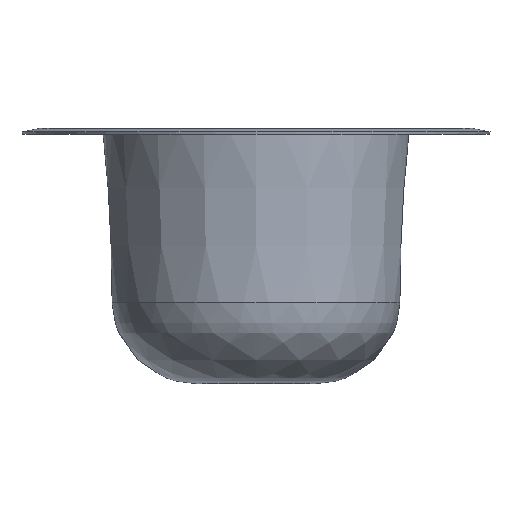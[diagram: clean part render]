
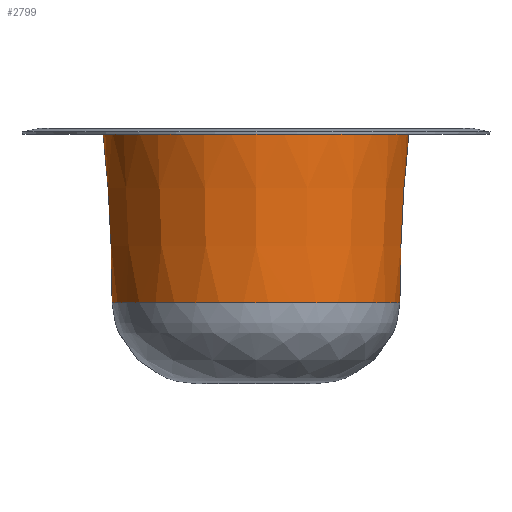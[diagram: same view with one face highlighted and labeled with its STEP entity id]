
A CAD part, left-side view. The second image highlights one B-rep face of the part: STEP entity #2799.
In plain terms, the highlighted conical face has half-angle 3 degrees and reference radius 861.087 mm.
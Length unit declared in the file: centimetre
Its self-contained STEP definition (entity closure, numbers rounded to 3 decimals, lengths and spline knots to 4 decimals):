
#40=(
BOUNDED_CURVE()
B_SPLINE_CURVE(2,(#5539,#5540,#5541),.UNSPECIFIED.,.F.,.F.)
B_SPLINE_CURVE_WITH_KNOTS((3,3),(0.,95.8281),.UNSPECIFIED.)
CURVE()
GEOMETRIC_REPRESENTATION_ITEM()
RATIONAL_B_SPLINE_CURVE((1.,1.,1.))
REPRESENTATION_ITEM('')
);
#41=(
BOUNDED_CURVE()
B_SPLINE_CURVE(2,(#5633,#5634,#5635),.UNSPECIFIED.,.F.,.F.)
B_SPLINE_CURVE_WITH_KNOTS((3,3),(0.0295,95.8576),
 .UNSPECIFIED.)
CURVE()
GEOMETRIC_REPRESENTATION_ITEM()
RATIONAL_B_SPLINE_CURVE((1.,1.,1.))
REPRESENTATION_ITEM('')
);
#66=ELLIPSE('',#3112,90.0681,89.9443);
#67=ELLIPSE('',#3119,90.0681,89.9443);
#115=B_SPLINE_CURVE_WITH_KNOTS('',3,(#5546,#5547,#5548,#5549),
 .UNSPECIFIED.,.F.,.F.,(4,4),(318.2536,319.6672),
 .UNSPECIFIED.);
#117=B_SPLINE_CURVE_WITH_KNOTS('',3,(#5593,#5594,#5595,#5596),
 .UNSPECIFIED.,.F.,.F.,(4,4),(165.8531,167.2667),
 .UNSPECIFIED.);
#359=LINE('',#5510,#481);
#366=LINE('',#5527,#488);
#384=LINE('',#5915,#506);
#481=VECTOR('',#3848,1.);
#488=VECTOR('',#3863,1.);
#506=VECTOR('',#3969,86.1087);
#551=CONICAL_SURFACE('',#3154,86.1087,0.052);
#698=FACE_OUTER_BOUND('',#873,.T.);
#873=EDGE_LOOP('',(#2491,#2492,#2493,#2494,#2495,#2496,#2497,#2498,#2499,
#2500,#2501,#2502,#2503,#2504));
#1040=CIRCLE('',#3108,89.7904);
#1041=CIRCLE('',#3109,89.7904);
#1043=CIRCLE('',#3124,84.7007);
#1058=CIRCLE('',#3153,90.);
#1288=VERTEX_POINT('',#5508);
#1289=VERTEX_POINT('',#5509);
#1292=VERTEX_POINT('',#5517);
#1293=VERTEX_POINT('',#5518);
#1295=VERTEX_POINT('',#5526);
#1297=VERTEX_POINT('',#5532);
#1299=VERTEX_POINT('',#5538);
#1300=VERTEX_POINT('',#5545);
#1302=VERTEX_POINT('',#5591);
#1303=VERTEX_POINT('',#5592);
#1305=VERTEX_POINT('',#5632);
#1326=VERTEX_POINT('',#5912);
#1662=EDGE_CURVE('',#1288,#1289,#359,.T.);
#1666=EDGE_CURVE('',#1292,#1293,#1040,.T.);
#1667=EDGE_CURVE('',#1293,#1288,#1041,.T.);
#1671=EDGE_CURVE('',#1295,#1292,#366,.T.);
#1674=EDGE_CURVE('',#1297,#1295,#66,.T.);
#1677=EDGE_CURVE('',#1299,#1297,#40,.T.);
#1680=EDGE_CURVE('',#1300,#1299,#115,.T.);
#1683=EDGE_CURVE('',#1302,#1303,#117,.T.);
#1687=EDGE_CURVE('',#1305,#1302,#41,.T.);
#1690=EDGE_CURVE('',#1289,#1305,#67,.T.);
#1693=EDGE_CURVE('',#1300,#1303,#1043,.T.);
#1723=EDGE_CURVE('',#1326,#1326,#1058,.T.);
#1724=EDGE_CURVE('',#1326,#1293,#384,.T.);
#2491=ORIENTED_EDGE('',*,*,#1723,.T.);
#2492=ORIENTED_EDGE('',*,*,#1724,.T.);
#2493=ORIENTED_EDGE('',*,*,#1666,.F.);
#2494=ORIENTED_EDGE('',*,*,#1671,.F.);
#2495=ORIENTED_EDGE('',*,*,#1674,.F.);
#2496=ORIENTED_EDGE('',*,*,#1677,.F.);
#2497=ORIENTED_EDGE('',*,*,#1680,.F.);
#2498=ORIENTED_EDGE('',*,*,#1693,.T.);
#2499=ORIENTED_EDGE('',*,*,#1683,.F.);
#2500=ORIENTED_EDGE('',*,*,#1687,.F.);
#2501=ORIENTED_EDGE('',*,*,#1690,.F.);
#2502=ORIENTED_EDGE('',*,*,#1662,.F.);
#2503=ORIENTED_EDGE('',*,*,#1667,.F.);
#2504=ORIENTED_EDGE('',*,*,#1724,.F.);
#2799=ADVANCED_FACE('',(#698),#551,.T.);
#3108=AXIS2_PLACEMENT_3D('',#5519,#3854,#3855);
#3109=AXIS2_PLACEMENT_3D('',#5520,#3856,#3857);
#3112=AXIS2_PLACEMENT_3D('',#5533,#3868,#3869);
#3119=AXIS2_PLACEMENT_3D('',#5640,#3891,#3892);
#3124=AXIS2_PLACEMENT_3D('',#5673,#3902,#3903);
#3153=AXIS2_PLACEMENT_3D('',#5913,#3965,#3966);
#3154=AXIS2_PLACEMENT_3D('',#5914,#3967,#3968);
#3848=DIRECTION('',(-0.067,0.,-0.998));
#3854=DIRECTION('center_axis',(0.,0.,-1.));
#3855=DIRECTION('ref_axis',(-1.,0.,0.));
#3856=DIRECTION('center_axis',(0.,0.,-1.));
#3857=DIRECTION('ref_axis',(-1.,0.,0.));
#3863=DIRECTION('',(0.067,0.,0.998));
#3868=DIRECTION('center_axis',(0.,0.052,
0.999));
#3869=DIRECTION('ref_axis',(0.,0.999,-0.052));
#3891=DIRECTION('center_axis',(0.,-0.052,
0.999));
#3892=DIRECTION('ref_axis',(0.,-0.999,-0.052));
#3902=DIRECTION('center_axis',(0.,0.,1.));
#3903=DIRECTION('ref_axis',(1.,0.,0.));
#3965=DIRECTION('center_axis',(0.,0.,-1.));
#3966=DIRECTION('ref_axis',(1.,0.,0.));
#3967=DIRECTION('center_axis',(0.,0.,1.));
#3968=DIRECTION('ref_axis',(-1.,0.,0.));
#3969=DIRECTION('',(-0.052,0.,-0.999));
#5508=CARTESIAN_POINT('',(69.7858,-56.5,244.5));
#5509=CARTESIAN_POINT('',(69.7838,-56.5,244.4699));
#5510=CARTESIAN_POINT('',(69.7848,-56.5,244.485));
#5517=CARTESIAN_POINT('',(69.7858,56.5,244.5));
#5518=CARTESIAN_POINT('',(89.7904,0.,244.5));
#5519=CARTESIAN_POINT('Origin',(0.,0.,
244.5));
#5520=CARTESIAN_POINT('Origin',(0.,0.,
244.5));
#5526=CARTESIAN_POINT('',(69.7838,56.5,244.4699));
#5527=CARTESIAN_POINT('',(69.7848,56.5,244.485));
#5532=CARTESIAN_POINT('',(69.7851,56.4984,244.47));
#5533=CARTESIAN_POINT('Origin',(0.,-0.247,
247.4439));
#5538=CARTESIAN_POINT('',(67.3509,51.4848,148.8047));
#5539=CARTESIAN_POINT('Ctrl Pts',(67.3509,51.4848,148.8047));
#5540=CARTESIAN_POINT('Ctrl Pts',(68.568,53.9471,195.7883));
#5541=CARTESIAN_POINT('Ctrl Pts',(69.7851,56.4984,244.47));
#5545=CARTESIAN_POINT('',(67.3291,51.3906,147.3832));
#5546=CARTESIAN_POINT('Ctrl Pts',(67.3291,51.3906,147.3832));
#5547=CARTESIAN_POINT('Ctrl Pts',(67.3314,51.4287,147.858));
#5548=CARTESIAN_POINT('Ctrl Pts',(67.3387,51.46,148.332));
#5549=CARTESIAN_POINT('Ctrl Pts',(67.3509,51.4848,148.8047));
#5591=CARTESIAN_POINT('',(67.3509,-51.4848,148.8047));
#5592=CARTESIAN_POINT('',(67.3291,-51.3906,147.3832));
#5593=CARTESIAN_POINT('Ctrl Pts',(67.3509,-51.4848,148.8047));
#5594=CARTESIAN_POINT('Ctrl Pts',(67.3387,-51.46,148.332));
#5595=CARTESIAN_POINT('Ctrl Pts',(67.3314,-51.4287,147.858));
#5596=CARTESIAN_POINT('Ctrl Pts',(67.3291,-51.3906,147.3832));
#5632=CARTESIAN_POINT('',(69.7851,-56.4984,244.47));
#5633=CARTESIAN_POINT('Ctrl Pts',(69.7851,-56.4984,244.47));
#5634=CARTESIAN_POINT('Ctrl Pts',(68.568,-53.9471,195.7883));
#5635=CARTESIAN_POINT('Ctrl Pts',(67.3509,-51.4848,148.8047));
#5640=CARTESIAN_POINT('Origin',(0.,0.247,
247.4439));
#5673=CARTESIAN_POINT('Origin',(0.,0.,
147.3832));
#5912=CARTESIAN_POINT('',(90.,0.,248.5));
#5913=CARTESIAN_POINT('Origin',(0.,0.,
248.5));
#5914=CARTESIAN_POINT('Origin',(0.,0.,
174.25));
#5915=CARTESIAN_POINT('',(86.1087,0.,174.25));
